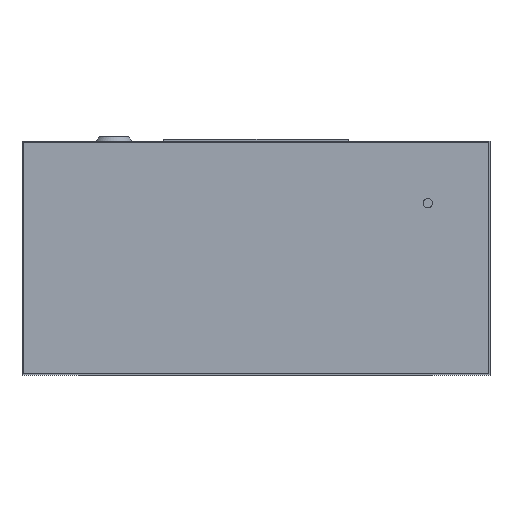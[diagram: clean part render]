
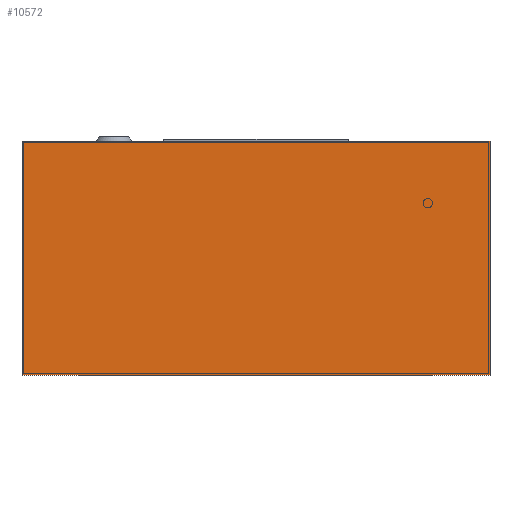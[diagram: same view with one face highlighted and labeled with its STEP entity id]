
A CAD part, front view. The second image highlights one B-rep face of the part: STEP entity #10572.
In plain terms, the highlighted planar face has unit normal (0, -1, 0).
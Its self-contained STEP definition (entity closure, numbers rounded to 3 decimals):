
#300 = EDGE_CURVE ( 'NONE', #618, #6966, #3001, .T. ) ;
#618 = VERTEX_POINT ( 'NONE', #13752 ) ;
#645 = ORIENTED_EDGE ( 'NONE', *, *, #300, .F. ) ;
#1630 = VECTOR ( 'NONE', #8353, 1000. ) ;
#1637 = EDGE_CURVE ( 'NONE', #12622, #10128, #4383, .T. ) ;
#2171 = EDGE_CURVE ( 'NONE', #10128, #6966, #8558, .T. ) ;
#2503 = CARTESIAN_POINT ( 'NONE',  ( 150., -290., 0.8 ) ) ;
#2558 = DIRECTION ( 'NONE',  ( 0., 0., -1. ) ) ;
#3001 = LINE ( 'NONE', #2503, #11765 ) ;
#3171 = ORIENTED_EDGE ( 'NONE', *, *, #14313, .F. ) ;
#4043 = CARTESIAN_POINT ( 'NONE',  ( 150., -290., 0. ) ) ;
#4383 = LINE ( 'NONE', #13670, #7031 ) ;
#5446 = CARTESIAN_POINT ( 'NONE',  ( -150., -290., 150. ) ) ;
#5781 = LINE ( 'NONE', #7101, #1630 ) ;
#6224 = ORIENTED_EDGE ( 'NONE', *, *, #1637, .T. ) ;
#6919 = AXIS2_PLACEMENT_3D ( 'NONE', #7838, #12649, #8955 ) ;
#6966 = VERTEX_POINT ( 'NONE', #4043 ) ;
#7031 = VECTOR ( 'NONE', #11133, 1000. ) ;
#7101 = CARTESIAN_POINT ( 'NONE',  ( -150., -290., 150. ) ) ;
#7838 = CARTESIAN_POINT ( 'NONE',  ( -150., -290., 0.8 ) ) ;
#8353 = DIRECTION ( 'NONE',  ( 1., 0., 0. ) ) ;
#8558 = LINE ( 'NONE', #12914, #12955 ) ;
#8955 = DIRECTION ( 'NONE',  ( -1., 0., 0. ) ) ;
#9276 = DIRECTION ( 'NONE',  ( 1., 0., 0. ) ) ;
#9916 = FACE_OUTER_BOUND ( 'NONE', #12117, .T. ) ;
#10128 = VERTEX_POINT ( 'NONE', #11497 ) ;
#10572 = ADVANCED_FACE ( 'NONE', ( #9916 ), #15172, .F. ) ;
#11133 = DIRECTION ( 'NONE',  ( 0., 0., -1. ) ) ;
#11497 = CARTESIAN_POINT ( 'NONE',  ( -150., -290., 0. ) ) ;
#11765 = VECTOR ( 'NONE', #2558, 1000. ) ;
#12117 = EDGE_LOOP ( 'NONE', ( #6224, #15146, #645, #3171 ) ) ;
#12622 = VERTEX_POINT ( 'NONE', #5446 ) ;
#12649 = DIRECTION ( 'NONE',  ( 0., 1., 0. ) ) ;
#12914 = CARTESIAN_POINT ( 'NONE',  ( -150., -290., 0. ) ) ;
#12955 = VECTOR ( 'NONE', #9276, 1000. ) ;
#13670 = CARTESIAN_POINT ( 'NONE',  ( -150., -290., 0.8 ) ) ;
#13752 = CARTESIAN_POINT ( 'NONE',  ( 150., -290., 150. ) ) ;
#14313 = EDGE_CURVE ( 'NONE', #12622, #618, #5781, .T. ) ;
#15146 = ORIENTED_EDGE ( 'NONE', *, *, #2171, .T. ) ;
#15172 = PLANE ( 'NONE',  #6919 ) ;
